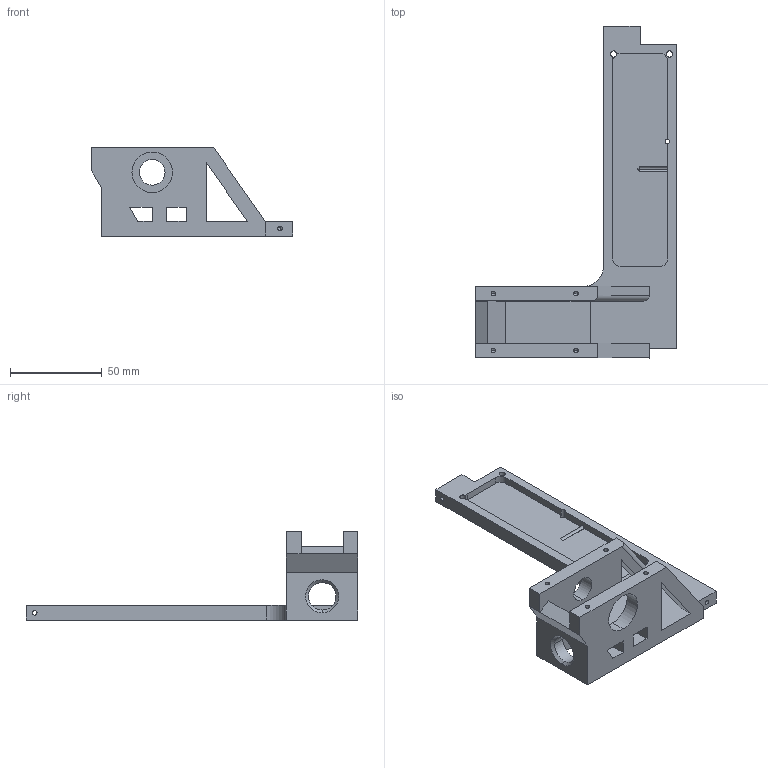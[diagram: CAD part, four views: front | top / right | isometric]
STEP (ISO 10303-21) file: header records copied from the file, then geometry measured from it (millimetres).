
FILE_DESCRIPTION (( 'STEP AP203' ), '1' );
FILE_NAME ('vertical truss -left rear upper.STEP', '2018-02-09T05:28:53', ( '' ), ( '' ), 'SwSTEP 2.0', 'SolidWorks 2017', '' );
FILE_SCHEMA (( 'CONFIG_CONTROL_DESIGN' ));
Length unit declared in the file: millimetre
Products named in the file (1): vertical truss -left rear upper
Bounding box: 110 x 181 x 48.13 mm (x, y, z)
Volume: 97135.7 mm3; surface area: 41672.7 mm2
Topology: 1 solids, 1 shells, 110 faces, 320 edges, 202 vertices
Faces by surface type: plane 56, cylinder 39, cone 15
Entity records: 3690 total; most frequent: CARTESIAN_POINT 644, ORIENTED_EDGE 616, DIRECTION 613, EDGE_CURVE 308, VECTOR 219, LINE 219, VERTEX_POINT 202, AXIS2_PLACEMENT_3D 197
